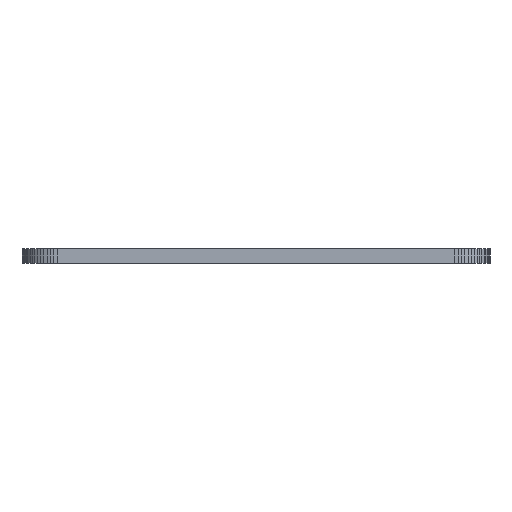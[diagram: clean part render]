
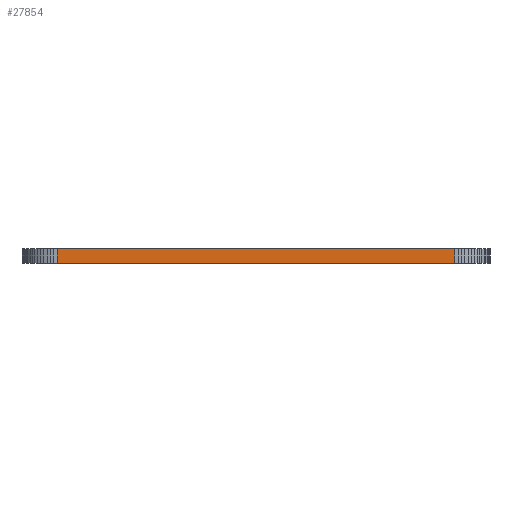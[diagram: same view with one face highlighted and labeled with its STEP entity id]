
A CAD part, left-side view. The second image highlights one B-rep face of the part: STEP entity #27854.
In plain terms, the highlighted planar face has unit normal (-1, 0, 0).
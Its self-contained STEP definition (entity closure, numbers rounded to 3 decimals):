
#90 = PLANE('',#91);
#91 = AXIS2_PLACEMENT_3D('',#92,#93,#94);
#92 = CARTESIAN_POINT('',(142.7,-90.6,1.6));
#93 = DIRECTION('',(-0.,-0.,-1.));
#94 = DIRECTION('',(-1.,0.,0.));
#144 = PLANE('',#145);
#145 = AXIS2_PLACEMENT_3D('',#146,#147,#148);
#146 = CARTESIAN_POINT('',(142.7,-90.6,0.));
#147 = DIRECTION('',(-0.,-0.,-1.));
#148 = DIRECTION('',(-1.,0.,0.));
#1597 = VERTEX_POINT('',#1598);
#1598 = CARTESIAN_POINT('',(91.2,-113.1,0.));
#1612 = PLANE('',#1613);
#1613 = AXIS2_PLACEMENT_3D('',#1614,#1615,#1616);
#1614 = CARTESIAN_POINT('',(91.219,-113.492,0.));
#1615 = DIRECTION('',(-0.999,-0.049,0.));
#1616 = DIRECTION('',(-0.049,0.999,0.));
#1624 = EDGE_CURVE('',#1597,#1625,#1627,.T.);
#1625 = VERTEX_POINT('',#1626);
#1626 = CARTESIAN_POINT('',(91.2,-68.1,0.));
#1627 = SURFACE_CURVE('',#1628,(#1632,#1639),.PCURVE_S1.);
#1628 = LINE('',#1629,#1630);
#1629 = CARTESIAN_POINT('',(91.2,-113.1,0.));
#1630 = VECTOR('',#1631,1.);
#1631 = DIRECTION('',(0.,1.,0.));
#1632 = PCURVE('',#144,#1633);
#1633 = DEFINITIONAL_REPRESENTATION('',(#1634),#1638);
#1634 = LINE('',#1635,#1636);
#1635 = CARTESIAN_POINT('',(51.5,-22.5));
#1636 = VECTOR('',#1637,1.);
#1637 = DIRECTION('',(0.,1.));
#1638 = ( GEOMETRIC_REPRESENTATION_CONTEXT(2) 
PARAMETRIC_REPRESENTATION_CONTEXT() REPRESENTATION_CONTEXT('2D SPACE',''
  ) );
#1639 = PCURVE('',#1640,#1645);
#1640 = PLANE('',#1641);
#1641 = AXIS2_PLACEMENT_3D('',#1642,#1643,#1644);
#1642 = CARTESIAN_POINT('',(91.2,-113.1,0.));
#1643 = DIRECTION('',(-1.,0.,0.));
#1644 = DIRECTION('',(0.,1.,0.));
#1645 = DEFINITIONAL_REPRESENTATION('',(#1646),#1650);
#1646 = LINE('',#1647,#1648);
#1647 = CARTESIAN_POINT('',(0.,0.));
#1648 = VECTOR('',#1649,1.);
#1649 = DIRECTION('',(1.,0.));
#1650 = ( GEOMETRIC_REPRESENTATION_CONTEXT(2) 
PARAMETRIC_REPRESENTATION_CONTEXT() REPRESENTATION_CONTEXT('2D SPACE',''
  ) );
#1668 = PLANE('',#1669);
#1669 = AXIS2_PLACEMENT_3D('',#1670,#1671,#1672);
#1670 = CARTESIAN_POINT('',(91.2,-68.1,0.));
#1671 = DIRECTION('',(-0.999,0.049,0.));
#1672 = DIRECTION('',(0.049,0.999,0.));
#15979 = VERTEX_POINT('',#15980);
#15980 = CARTESIAN_POINT('',(91.2,-113.1,1.6));
#16001 = EDGE_CURVE('',#15979,#16002,#16004,.T.);
#16002 = VERTEX_POINT('',#16003);
#16003 = CARTESIAN_POINT('',(91.2,-68.1,1.6));
#16004 = SURFACE_CURVE('',#16005,(#16009,#16016),.PCURVE_S1.);
#16005 = LINE('',#16006,#16007);
#16006 = CARTESIAN_POINT('',(91.2,-113.1,1.6));
#16007 = VECTOR('',#16008,1.);
#16008 = DIRECTION('',(0.,1.,0.));
#16009 = PCURVE('',#90,#16010);
#16010 = DEFINITIONAL_REPRESENTATION('',(#16011),#16015);
#16011 = LINE('',#16012,#16013);
#16012 = CARTESIAN_POINT('',(51.5,-22.5));
#16013 = VECTOR('',#16014,1.);
#16014 = DIRECTION('',(0.,1.));
#16015 = ( GEOMETRIC_REPRESENTATION_CONTEXT(2) 
PARAMETRIC_REPRESENTATION_CONTEXT() REPRESENTATION_CONTEXT('2D SPACE',''
  ) );
#16016 = PCURVE('',#1640,#16017);
#16017 = DEFINITIONAL_REPRESENTATION('',(#16018),#16022);
#16018 = LINE('',#16019,#16020);
#16019 = CARTESIAN_POINT('',(0.,-1.6));
#16020 = VECTOR('',#16021,1.);
#16021 = DIRECTION('',(1.,0.));
#16022 = ( GEOMETRIC_REPRESENTATION_CONTEXT(2) 
PARAMETRIC_REPRESENTATION_CONTEXT() REPRESENTATION_CONTEXT('2D SPACE',''
  ) );
#27804 = EDGE_CURVE('',#1625,#16002,#27805,.T.);
#27805 = SURFACE_CURVE('',#27806,(#27810,#27817),.PCURVE_S1.);
#27806 = LINE('',#27807,#27808);
#27807 = CARTESIAN_POINT('',(91.2,-68.1,0.));
#27808 = VECTOR('',#27809,1.);
#27809 = DIRECTION('',(0.,0.,1.));
#27810 = PCURVE('',#1668,#27811);
#27811 = DEFINITIONAL_REPRESENTATION('',(#27812),#27816);
#27812 = LINE('',#27813,#27814);
#27813 = CARTESIAN_POINT('',(0.,0.));
#27814 = VECTOR('',#27815,1.);
#27815 = DIRECTION('',(0.,-1.));
#27816 = ( GEOMETRIC_REPRESENTATION_CONTEXT(2) 
PARAMETRIC_REPRESENTATION_CONTEXT() REPRESENTATION_CONTEXT('2D SPACE',''
  ) );
#27817 = PCURVE('',#1640,#27818);
#27818 = DEFINITIONAL_REPRESENTATION('',(#27819),#27823);
#27819 = LINE('',#27820,#27821);
#27820 = CARTESIAN_POINT('',(45.,0.));
#27821 = VECTOR('',#27822,1.);
#27822 = DIRECTION('',(0.,-1.));
#27823 = ( GEOMETRIC_REPRESENTATION_CONTEXT(2) 
PARAMETRIC_REPRESENTATION_CONTEXT() REPRESENTATION_CONTEXT('2D SPACE',''
  ) );
#27854 = ADVANCED_FACE('',(#27855),#1640,.T.);
#27855 = FACE_BOUND('',#27856,.T.);
#27856 = EDGE_LOOP('',(#27857,#27878,#27879,#27880));
#27857 = ORIENTED_EDGE('',*,*,#27858,.T.);
#27858 = EDGE_CURVE('',#1597,#15979,#27859,.T.);
#27859 = SURFACE_CURVE('',#27860,(#27864,#27871),.PCURVE_S1.);
#27860 = LINE('',#27861,#27862);
#27861 = CARTESIAN_POINT('',(91.2,-113.1,0.));
#27862 = VECTOR('',#27863,1.);
#27863 = DIRECTION('',(0.,0.,1.));
#27864 = PCURVE('',#1640,#27865);
#27865 = DEFINITIONAL_REPRESENTATION('',(#27866),#27870);
#27866 = LINE('',#27867,#27868);
#27867 = CARTESIAN_POINT('',(0.,0.));
#27868 = VECTOR('',#27869,1.);
#27869 = DIRECTION('',(0.,-1.));
#27870 = ( GEOMETRIC_REPRESENTATION_CONTEXT(2) 
PARAMETRIC_REPRESENTATION_CONTEXT() REPRESENTATION_CONTEXT('2D SPACE',''
  ) );
#27871 = PCURVE('',#1612,#27872);
#27872 = DEFINITIONAL_REPRESENTATION('',(#27873),#27877);
#27873 = LINE('',#27874,#27875);
#27874 = CARTESIAN_POINT('',(0.393,0.));
#27875 = VECTOR('',#27876,1.);
#27876 = DIRECTION('',(0.,-1.));
#27877 = ( GEOMETRIC_REPRESENTATION_CONTEXT(2) 
PARAMETRIC_REPRESENTATION_CONTEXT() REPRESENTATION_CONTEXT('2D SPACE',''
  ) );
#27878 = ORIENTED_EDGE('',*,*,#16001,.T.);
#27879 = ORIENTED_EDGE('',*,*,#27804,.F.);
#27880 = ORIENTED_EDGE('',*,*,#1624,.F.);
